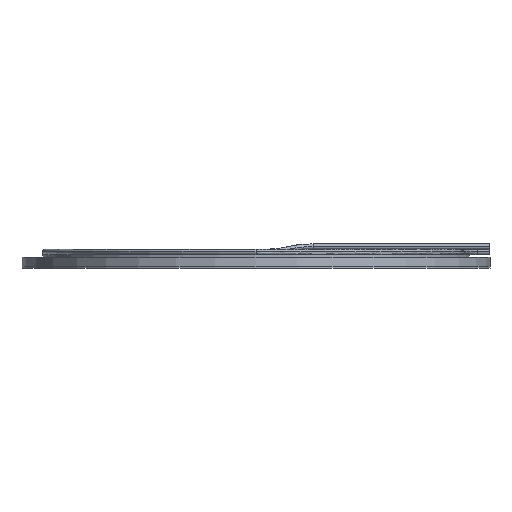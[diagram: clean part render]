
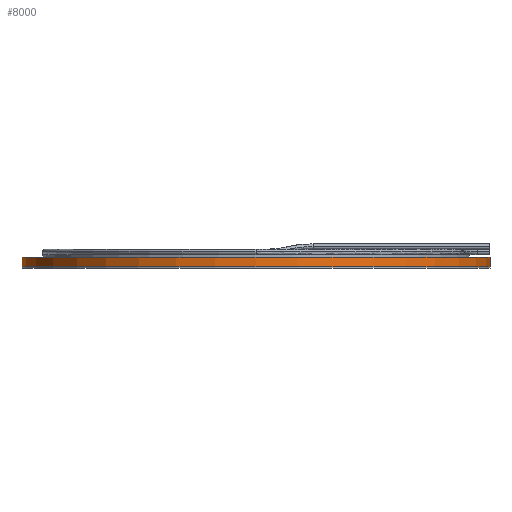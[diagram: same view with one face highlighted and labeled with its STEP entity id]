
A CAD part, front view. The second image highlights one B-rep face of the part: STEP entity #8000.
In plain terms, the highlighted cylindrical face has radius 7.5 mm (diameter 15 mm), a partial arc.
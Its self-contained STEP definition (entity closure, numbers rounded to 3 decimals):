
#82 = VERTEX_POINT ( 'NONE', #2972 ) ;
#96 = AXIS2_PLACEMENT_3D ( 'NONE', #5940, #3642, #465 ) ;
#465 = DIRECTION ( 'NONE',  ( 1., 0., 0. ) ) ;
#481 = DIRECTION ( 'NONE',  ( 1., 0., 0. ) ) ;
#664 = ORIENTED_EDGE ( 'NONE', *, *, #12630, .T. ) ;
#1059 = VECTOR ( 'NONE', #3266, 1000. ) ;
#2178 = CARTESIAN_POINT ( 'NONE',  ( -7.5, 0., -0.082 ) ) ;
#2375 = LINE ( 'NONE', #10791, #6153 ) ;
#2398 = FACE_OUTER_BOUND ( 'NONE', #12607, .T. ) ;
#2815 = VERTEX_POINT ( 'NONE', #7617 ) ;
#2972 = CARTESIAN_POINT ( 'NONE',  ( 7.5, 0., -0.082 ) ) ;
#3266 = DIRECTION ( 'NONE',  ( 0., 0., -1. ) ) ;
#3642 = DIRECTION ( 'NONE',  ( 0., 0., -1. ) ) ;
#4249 = LINE ( 'NONE', #10804, #1059 ) ;
#4387 = CIRCLE ( 'NONE', #7274, 7.5 ) ;
#5548 = DIRECTION ( 'NONE',  ( 1., 0., 0. ) ) ;
#5802 = DIRECTION ( 'NONE',  ( 0., 0., -1. ) ) ;
#5940 = CARTESIAN_POINT ( 'NONE',  ( 0., 0., -0.382 ) ) ;
#6153 = VECTOR ( 'NONE', #6608, 1000. ) ;
#6608 = DIRECTION ( 'NONE',  ( 0., 0., -1. ) ) ;
#7274 = AXIS2_PLACEMENT_3D ( 'NONE', #8746, #7849, #5548 ) ;
#7350 = EDGE_CURVE ( 'NONE', #7953, #2815, #11846, .T. ) ;
#7377 = AXIS2_PLACEMENT_3D ( 'NONE', #8036, #5802, #481 ) ;
#7617 = CARTESIAN_POINT ( 'NONE',  ( -7.5, 0., -0.382 ) ) ;
#7849 = DIRECTION ( 'NONE',  ( 0., 0., -1. ) ) ;
#7953 = VERTEX_POINT ( 'NONE', #8572 ) ;
#8000 = ADVANCED_FACE ( 'NONE', ( #2398 ), #9625, .T. ) ;
#8025 = ORIENTED_EDGE ( 'NONE', *, *, #11108, .T. ) ;
#8036 = CARTESIAN_POINT ( 'NONE',  ( 0., 0., -0.382 ) ) ;
#8572 = CARTESIAN_POINT ( 'NONE',  ( 7.5, 0., -0.382 ) ) ;
#8746 = CARTESIAN_POINT ( 'NONE',  ( 0., 0., -0.082 ) ) ;
#9625 = CYLINDRICAL_SURFACE ( 'NONE', #96, 7.5 ) ;
#10149 = ORIENTED_EDGE ( 'NONE', *, *, #12124, .F. ) ;
#10242 = ORIENTED_EDGE ( 'NONE', *, *, #7350, .F. ) ;
#10791 = CARTESIAN_POINT ( 'NONE',  ( -7.5, 0., -0.382 ) ) ;
#10804 = CARTESIAN_POINT ( 'NONE',  ( 7.5, 0., -0.382 ) ) ;
#11108 = EDGE_CURVE ( 'NONE', #12223, #2815, #2375, .T. ) ;
#11846 = CIRCLE ( 'NONE', #7377, 7.5 ) ;
#12124 = EDGE_CURVE ( 'NONE', #82, #7953, #4249, .T. ) ;
#12223 = VERTEX_POINT ( 'NONE', #2178 ) ;
#12607 = EDGE_LOOP ( 'NONE', ( #664, #8025, #10242, #10149 ) ) ;
#12630 = EDGE_CURVE ( 'NONE', #82, #12223, #4387, .T. ) ;
